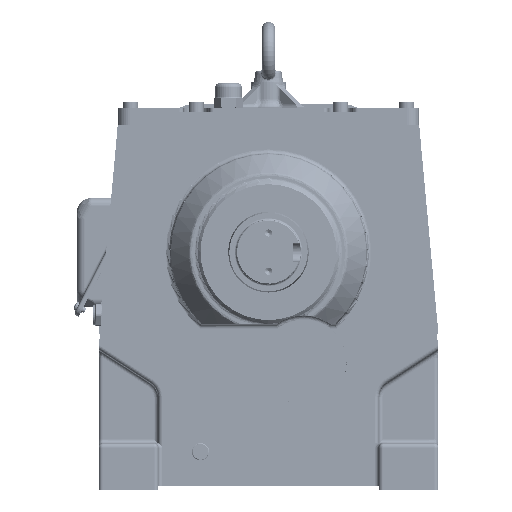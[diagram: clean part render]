
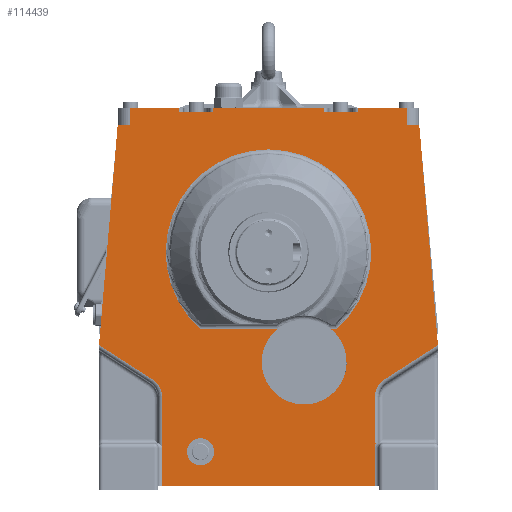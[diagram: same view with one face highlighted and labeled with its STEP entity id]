
A CAD part, left-side view. The second image highlights one B-rep face of the part: STEP entity #114439.
In plain terms, the highlighted planar face has unit normal (-1, 0, 0).
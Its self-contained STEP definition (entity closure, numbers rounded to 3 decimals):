
#3692=LINE('',#157457,#11028);
#3693=LINE('',#157471,#11029);
#3695=LINE('',#157482,#11031);
#3696=LINE('',#157486,#11032);
#3697=LINE('',#157490,#11033);
#3698=LINE('',#157496,#11034);
#3699=LINE('',#157500,#11035);
#3701=LINE('',#157515,#11037);
#3702=LINE('',#157517,#11038);
#3703=LINE('',#157530,#11039);
#3708=LINE('',#157585,#11044);
#3709=LINE('',#157587,#11045);
#3710=LINE('',#157589,#11046);
#3711=LINE('',#157591,#11047);
#3712=LINE('',#157593,#11048);
#3713=LINE('',#157595,#11049);
#3714=LINE('',#157597,#11050);
#3715=LINE('',#157599,#11051);
#3716=LINE('',#157601,#11052);
#3717=LINE('',#157603,#11053);
#3718=LINE('',#157605,#11054);
#3719=LINE('',#157607,#11055);
#3720=LINE('',#157609,#11056);
#3721=LINE('',#157611,#11057);
#3722=LINE('',#157612,#11058);
#11028=VECTOR('',#130306,1000.);
#11029=VECTOR('',#130313,1000.);
#11031=VECTOR('',#130327,1000.);
#11032=VECTOR('',#130332,1000.);
#11033=VECTOR('',#130337,1000.);
#11034=VECTOR('',#130346,1000.);
#11035=VECTOR('',#130351,1000.);
#11037=VECTOR('',#130367,1000.);
#11038=VECTOR('',#130370,1000.);
#11039=VECTOR('',#130379,1000.);
#11044=VECTOR('',#130394,1000.);
#11045=VECTOR('',#130397,1000.);
#11046=VECTOR('',#130398,1000.);
#11047=VECTOR('',#130399,1000.);
#11048=VECTOR('',#130400,1000.);
#11049=VECTOR('',#130401,1000.);
#11050=VECTOR('',#130402,1000.);
#11051=VECTOR('',#130403,1000.);
#11052=VECTOR('',#130404,1000.);
#11053=VECTOR('',#130405,1000.);
#11054=VECTOR('',#130406,1000.);
#11055=VECTOR('',#130407,1000.);
#11056=VECTOR('',#130408,1000.);
#11057=VECTOR('',#130409,1000.);
#11058=VECTOR('',#130410,1000.);
#18297=PLANE('',#120204);
#21112=ORIENTED_EDGE('',*,*,#48738,.T.);
#21113=ORIENTED_EDGE('',*,*,#48737,.T.);
#21114=ORIENTED_EDGE('',*,*,#48734,.T.);
#21115=ORIENTED_EDGE('',*,*,#48733,.T.);
#21116=ORIENTED_EDGE('',*,*,#48730,.T.);
#21117=ORIENTED_EDGE('',*,*,#48747,.T.);
#21118=ORIENTED_EDGE('',*,*,#48748,.T.);
#21119=ORIENTED_EDGE('',*,*,#48749,.T.);
#21120=ORIENTED_EDGE('',*,*,#48750,.T.);
#21121=ORIENTED_EDGE('',*,*,#48751,.F.);
#21122=ORIENTED_EDGE('',*,*,#48752,.T.);
#21123=ORIENTED_EDGE('',*,*,#48753,.F.);
#21124=ORIENTED_EDGE('',*,*,#48754,.T.);
#21125=ORIENTED_EDGE('',*,*,#48755,.F.);
#21126=ORIENTED_EDGE('',*,*,#48756,.T.);
#21127=ORIENTED_EDGE('',*,*,#48757,.T.);
#21128=ORIENTED_EDGE('',*,*,#48758,.T.);
#21129=ORIENTED_EDGE('',*,*,#48759,.F.);
#21130=ORIENTED_EDGE('',*,*,#48760,.T.);
#21131=ORIENTED_EDGE('',*,*,#48726,.T.);
#21132=ORIENTED_EDGE('',*,*,#48761,.T.);
#21133=ORIENTED_EDGE('',*,*,#48724,.T.);
#21134=ORIENTED_EDGE('',*,*,#48723,.T.);
#21135=ORIENTED_EDGE('',*,*,#48721,.T.);
#21136=ORIENTED_EDGE('',*,*,#48719,.T.);
#21137=ORIENTED_EDGE('',*,*,#48717,.T.);
#21138=ORIENTED_EDGE('',*,*,#48714,.F.);
#21139=ORIENTED_EDGE('',*,*,#48482,.F.);
#21140=ORIENTED_EDGE('',*,*,#48708,.T.);
#21141=ORIENTED_EDGE('',*,*,#48706,.T.);
#21142=ORIENTED_EDGE('',*,*,#48712,.T.);
#48482=EDGE_CURVE('',#62410,#62409,#71457,.T.);
#48706=EDGE_CURVE('',#62558,#62557,#71555,.F.);
#48708=EDGE_CURVE('',#62410,#62558,#3692,.F.);
#48712=EDGE_CURVE('',#62557,#62409,#3693,.F.);
#48714=EDGE_CURVE('',#62560,#62560,#71558,.T.);
#48717=EDGE_CURVE('',#62562,#62561,#3695,.T.);
#48719=EDGE_CURVE('',#62500,#62562,#3696,.F.);
#48721=EDGE_CURVE('',#62563,#62500,#3697,.T.);
#48723=EDGE_CURVE('',#62564,#62563,#71563,.F.);
#48724=EDGE_CURVE('',#62565,#62564,#3698,.T.);
#48726=EDGE_CURVE('',#62566,#62567,#3699,.T.);
#48730=EDGE_CURVE('',#62570,#62569,#71566,.F.);
#48733=EDGE_CURVE('',#62571,#62570,#3701,.T.);
#48734=EDGE_CURVE('',#62572,#62571,#3702,.T.);
#48737=EDGE_CURVE('',#62573,#62572,#71570,.F.);
#48738=EDGE_CURVE('',#62561,#62573,#3703,.T.);
#48747=EDGE_CURVE('',#62569,#62578,#3708,.T.);
#48748=EDGE_CURVE('',#62578,#62579,#3709,.T.);
#48749=EDGE_CURVE('',#62579,#62580,#3710,.T.);
#48750=EDGE_CURVE('',#62580,#62581,#3711,.F.);
#48751=EDGE_CURVE('',#62582,#62581,#3712,.T.);
#48752=EDGE_CURVE('',#62582,#62583,#3713,.F.);
#48753=EDGE_CURVE('',#62584,#62583,#3714,.T.);
#48754=EDGE_CURVE('',#62584,#62585,#3715,.T.);
#48755=EDGE_CURVE('',#62586,#62585,#3716,.T.);
#48756=EDGE_CURVE('',#62586,#62587,#3717,.F.);
#48757=EDGE_CURVE('',#62587,#62588,#3718,.T.);
#48758=EDGE_CURVE('',#62588,#62589,#3719,.T.);
#48759=EDGE_CURVE('',#62590,#62589,#3720,.T.);
#48760=EDGE_CURVE('',#62590,#62566,#3721,.T.);
#48761=EDGE_CURVE('',#62567,#62565,#3722,.T.);
#62409=VERTEX_POINT('',#156819);
#62410=VERTEX_POINT('',#156820);
#62500=VERTEX_POINT('',#157148);
#62557=VERTEX_POINT('',#157448);
#62558=VERTEX_POINT('',#157450);
#62560=VERTEX_POINT('',#157477);
#62561=VERTEX_POINT('',#157481);
#62562=VERTEX_POINT('',#157483);
#62563=VERTEX_POINT('',#157489);
#62564=VERTEX_POINT('',#157493);
#62565=VERTEX_POINT('',#157497);
#62566=VERTEX_POINT('',#157501);
#62567=VERTEX_POINT('',#157502);
#62569=VERTEX_POINT('',#157508);
#62570=VERTEX_POINT('',#157510);
#62571=VERTEX_POINT('',#157514);
#62572=VERTEX_POINT('',#157518);
#62573=VERTEX_POINT('',#157527);
#62578=VERTEX_POINT('',#157584);
#62579=VERTEX_POINT('',#157588);
#62580=VERTEX_POINT('',#157590);
#62581=VERTEX_POINT('',#157592);
#62582=VERTEX_POINT('',#157594);
#62583=VERTEX_POINT('',#157596);
#62584=VERTEX_POINT('',#157598);
#62585=VERTEX_POINT('',#157600);
#62586=VERTEX_POINT('',#157602);
#62587=VERTEX_POINT('',#157604);
#62588=VERTEX_POINT('',#157606);
#62589=VERTEX_POINT('',#157608);
#62590=VERTEX_POINT('',#157610);
#71457=CIRCLE('',#119969,50.);
#71555=CIRCLE('',#120166,121.);
#71558=CIRCLE('',#120174,16.);
#71563=CIRCLE('',#120183,25.);
#71566=CIRCLE('',#120190,25.);
#71570=CIRCLE('',#120197,10.);
#75874=EDGE_LOOP('',(#21112,#21113,#21114,#21115,#21116,#21117,#21118,#21119,
#21120,#21121,#21122,#21123,#21124,#21125,#21126,#21127,#21128,#21129,#21130,
#21131,#21132,#21133,#21134,#21135,#21136,#21137));
#75875=EDGE_LOOP('',(#21138));
#75876=EDGE_LOOP('',(#21139,#21140,#21141,#21142));
#82548=FACE_BOUND('',#75874,.T.);
#82549=FACE_BOUND('',#75875,.T.);
#82550=FACE_BOUND('',#75876,.T.);
#114439=ADVANCED_FACE('',(#82548,#82549,#82550),#18297,.T.);
#119969=AXIS2_PLACEMENT_3D('',#156821,#129810,#129811);
#120166=AXIS2_PLACEMENT_3D('',#157449,#130302,#130303);
#120174=AXIS2_PLACEMENT_3D('',#157476,#130320,#130321);
#120183=AXIS2_PLACEMENT_3D('',#157494,#130342,#130343);
#120190=AXIS2_PLACEMENT_3D('',#157509,#130359,#130360);
#120197=AXIS2_PLACEMENT_3D('',#157528,#130375,#130376);
#120204=AXIS2_PLACEMENT_3D('',#157586,#130395,#130396);
#129810=DIRECTION('',(-1.,0.,0.));
#129811=DIRECTION('',(0.,0.,1.));
#130302=DIRECTION('',(-1.,0.,0.));
#130303=DIRECTION('',(0.,0.,1.));
#130306=DIRECTION('',(0.,-1.,0.));
#130313=DIRECTION('',(0.,-1.,0.));
#130320=DIRECTION('',(-1.,0.,0.));
#130321=DIRECTION('',(0.,-1.,0.));
#130327=DIRECTION('',(0.,-1.,0.));
#130332=DIRECTION('',(0.,0.,1.));
#130337=DIRECTION('',(0.,0.,-1.));
#130342=DIRECTION('',(-1.,0.,0.));
#130343=DIRECTION('',(0.,0.,1.));
#130346=DIRECTION('',(0.,-0.841,-0.541));
#130351=DIRECTION('',(0.,1.,0.));
#130359=DIRECTION('',(-1.,0.,0.));
#130360=DIRECTION('',(0.,0.,1.));
#130367=DIRECTION('',(0.,0.,1.));
#130370=DIRECTION('',(0.,1.,0.));
#130375=DIRECTION('',(-1.,0.,0.));
#130376=DIRECTION('',(0.,0.,1.));
#130379=DIRECTION('',(0.,0.,1.));
#130394=DIRECTION('',(0.,-0.841,0.541));
#130395=DIRECTION('',(-1.,0.,0.));
#130396=DIRECTION('',(0.,0.,1.));
#130397=DIRECTION('',(0.,0.085,0.996));
#130398=DIRECTION('',(0.,1.,0.));
#130399=DIRECTION('',(0.,0.,-1.));
#130400=DIRECTION('',(0.,-1.,0.));
#130401=DIRECTION('',(0.,0.,1.));
#130402=DIRECTION('',(0.,-1.,0.));
#130403=DIRECTION('',(0.,0.,1.));
#130404=DIRECTION('',(0.,-1.,0.));
#130405=DIRECTION('',(0.,0.,1.));
#130406=DIRECTION('',(0.,1.,0.));
#130407=DIRECTION('',(0.,0.,1.));
#130408=DIRECTION('',(0.,-1.,0.));
#130409=DIRECTION('',(0.,0.,-1.));
#130410=DIRECTION('',(0.,0.085,-0.996));
#156819=CARTESIAN_POINT('',(43.,-72.746,-90.));
#156820=CARTESIAN_POINT('',(43.,-11.114,-90.));
#156821=CARTESIAN_POINT('',(43.,-41.93,-129.375));
#157148=CARTESIAN_POINT('',(43.,125.,-230.));
#157448=CARTESIAN_POINT('',(43.,-80.876,-90.));
#157449=CARTESIAN_POINT('',(43.,0.,0.));
#157450=CARTESIAN_POINT('',(43.,80.876,-90.));
#157457=CARTESIAN_POINT('',(43.,86.116,-90.));
#157471=CARTESIAN_POINT('',(43.,-74.424,-90.));
#157476=CARTESIAN_POINT('',(43.,80.,-235.));
#157477=CARTESIAN_POINT('',(43.,64.,-235.));
#157481=CARTESIAN_POINT('',(43.,-125.,-275.));
#157482=CARTESIAN_POINT('',(43.,-130.,-275.));
#157483=CARTESIAN_POINT('',(43.,125.,-275.));
#157486=CARTESIAN_POINT('',(43.,125.,0.));
#157489=CARTESIAN_POINT('',(43.,125.,-170.919));
#157490=CARTESIAN_POINT('',(43.,125.,0.));
#157493=CARTESIAN_POINT('',(43.,136.481,-149.89));
#157494=CARTESIAN_POINT('',(43.,150.,-170.919));
#157496=CARTESIAN_POINT('',(43.,108.09,-168.141));
#157497=CARTESIAN_POINT('',(43.,199.522,-109.363));
#157500=CARTESIAN_POINT('',(43.,-177.5,150.));
#157501=CARTESIAN_POINT('',(43.,162.5,150.));
#157502=CARTESIAN_POINT('',(43.,177.5,150.));
#157508=CARTESIAN_POINT('',(43.,-136.481,-149.89));
#157509=CARTESIAN_POINT('',(43.,-150.,-170.919));
#157510=CARTESIAN_POINT('',(43.,-125.,-170.919));
#157514=CARTESIAN_POINT('',(43.,-125.,-225.));
#157515=CARTESIAN_POINT('',(43.,-125.,0.));
#157517=CARTESIAN_POINT('',(43.,0.,-225.));
#157518=CARTESIAN_POINT('',(43.,-126.34,-225.));
#157527=CARTESIAN_POINT('',(43.,-125.,-230.));
#157528=CARTESIAN_POINT('',(43.,-135.,-230.));
#157530=CARTESIAN_POINT('',(43.,-125.,0.));
#157584=CARTESIAN_POINT('',(43.,-199.521,-109.364));
#157585=CARTESIAN_POINT('',(43.,-108.09,-168.141));
#157586=CARTESIAN_POINT('',(43.,0.,0.));
#157587=CARTESIAN_POINT('',(43.,-177.5,150.));
#157588=CARTESIAN_POINT('',(43.,-177.5,150.));
#157589=CARTESIAN_POINT('',(43.,-177.5,150.));
#157590=CARTESIAN_POINT('',(43.,-162.5,150.));
#157591=CARTESIAN_POINT('',(43.,-162.5,170.));
#157592=CARTESIAN_POINT('',(43.,-162.5,170.));
#157593=CARTESIAN_POINT('',(43.,177.5,170.));
#157594=CARTESIAN_POINT('',(43.,-105.,170.));
#157595=CARTESIAN_POINT('',(43.,-105.,170.));
#157596=CARTESIAN_POINT('',(43.,-105.,165.));
#157597=CARTESIAN_POINT('',(43.,-100.,165.));
#157598=CARTESIAN_POINT('',(43.,-65.,165.));
#157599=CARTESIAN_POINT('',(43.,-65.,170.));
#157600=CARTESIAN_POINT('',(43.,-65.,170.));
#157601=CARTESIAN_POINT('',(43.,177.5,170.));
#157602=CARTESIAN_POINT('',(43.,65.,170.));
#157603=CARTESIAN_POINT('',(43.,65.,165.));
#157604=CARTESIAN_POINT('',(43.,65.,165.));
#157605=CARTESIAN_POINT('',(43.,100.,165.));
#157606=CARTESIAN_POINT('',(43.,105.,165.));
#157607=CARTESIAN_POINT('',(43.,105.,170.));
#157608=CARTESIAN_POINT('',(43.,105.,170.));
#157609=CARTESIAN_POINT('',(43.,177.5,170.));
#157610=CARTESIAN_POINT('',(43.,162.5,170.));
#157611=CARTESIAN_POINT('',(43.,162.5,170.));
#157612=CARTESIAN_POINT('',(43.,200.,-114.997));
